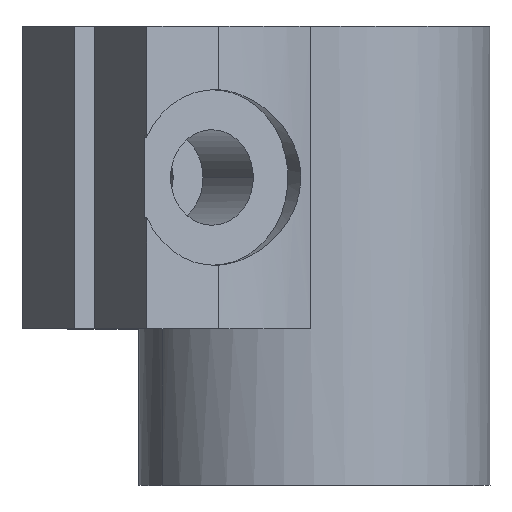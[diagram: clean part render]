
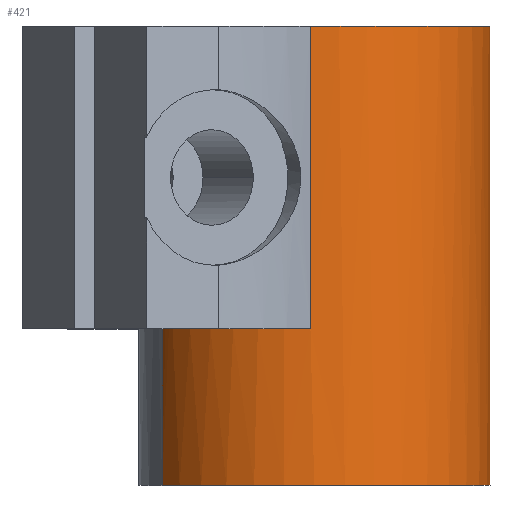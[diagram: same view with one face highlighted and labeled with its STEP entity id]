
A CAD part, top view. The second image highlights one B-rep face of the part: STEP entity #421.
In plain terms, the highlighted cylindrical face has radius 6.35 mm (diameter 12.7 mm), a partial arc.
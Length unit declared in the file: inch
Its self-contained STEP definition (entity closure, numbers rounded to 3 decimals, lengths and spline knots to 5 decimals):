
#90 = LINE ( 'NONE', #2300, #1650 ) ;
#130 = CIRCLE ( 'NONE', #1293, 0.25 ) ;
#419 = VERTEX_POINT ( 'NONE', #1350 ) ;
#421 = ADVANCED_FACE ( 'NONE', ( #3319 ), #3220, .T. ) ;
#465 = CARTESIAN_POINT ( 'NONE',  ( 0., 0., -0.25 ) ) ;
#535 = AXIS2_PLACEMENT_3D ( 'NONE', #1653, #3804, #1962 ) ;
#605 = CARTESIAN_POINT ( 'NONE',  ( 0.0275, 0.2225, 0.24848 ) ) ;
#709 = DIRECTION ( 'NONE',  ( 0., 1., 0. ) ) ;
#712 = CARTESIAN_POINT ( 'NONE',  ( 0., 0.6525, 0.25 ) ) ;
#719 = AXIS2_PLACEMENT_3D ( 'NONE', #2837, #984, #3148 ) ;
#727 = LINE ( 'NONE', #712, #1464 ) ;
#732 = EDGE_LOOP ( 'NONE', ( #1544, #3613, #3198, #3138, #2357, #3317, #3753 ) ) ;
#754 = DIRECTION ( 'NONE',  ( 0., -1., 0. ) ) ;
#907 = EDGE_CURVE ( 'NONE', #3044, #1662, #3164, .T. ) ;
#984 = DIRECTION ( 'NONE',  ( 0., 1., 0. ) ) ;
#1065 = AXIS2_PLACEMENT_3D ( 'NONE', #2575, #709, #2888 ) ;
#1200 = EDGE_CURVE ( 'NONE', #2039, #419, #2925, .T. ) ;
#1249 = CARTESIAN_POINT ( 'NONE',  ( 0., 0.2225, 0. ) ) ;
#1281 = VECTOR ( 'NONE', #3686, 39.37008 ) ;
#1293 = AXIS2_PLACEMENT_3D ( 'NONE', #1249, #3406, #1559 ) ;
#1350 = CARTESIAN_POINT ( 'NONE',  ( 0., 0.6525, -0.25 ) ) ;
#1445 = DIRECTION ( 'NONE',  ( 0., 1., 0. ) ) ;
#1464 = VECTOR ( 'NONE', #1644, 39.37008 ) ;
#1535 = EDGE_CURVE ( 'NONE', #3811, #3044, #727, .T. ) ;
#1544 = ORIENTED_EDGE ( 'NONE', *, *, #1736, .F. ) ;
#1559 = DIRECTION ( 'NONE',  ( 0., 0., 1. ) ) ;
#1644 = DIRECTION ( 'NONE',  ( 0., -1., 0. ) ) ;
#1650 = VECTOR ( 'NONE', #754, 39.37008 ) ;
#1653 = CARTESIAN_POINT ( 'NONE',  ( 0., 0.6525, 0. ) ) ;
#1662 = VERTEX_POINT ( 'NONE', #465 ) ;
#1736 = EDGE_CURVE ( 'NONE', #3811, #1904, #130, .T. ) ;
#1832 = CARTESIAN_POINT ( 'NONE',  ( 0., 0.6525, -0.25 ) ) ;
#1904 = VERTEX_POINT ( 'NONE', #605 ) ;
#1962 = DIRECTION ( 'NONE',  ( 0., 0., -1. ) ) ;
#2039 = VERTEX_POINT ( 'NONE', #2964 ) ;
#2109 = EDGE_CURVE ( 'NONE', #1904, #3385, #3008, .T. ) ;
#2233 = EDGE_CURVE ( 'NONE', #419, #1662, #3731, .T. ) ;
#2300 = CARTESIAN_POINT ( 'NONE',  ( 0.21375, 0.6525, 0.12966 ) ) ;
#2357 = ORIENTED_EDGE ( 'NONE', *, *, #1200, .F. ) ;
#2575 = CARTESIAN_POINT ( 'NONE',  ( 0., 0.6525, 0. ) ) ;
#2837 = CARTESIAN_POINT ( 'NONE',  ( 0., 0., 0. ) ) ;
#2888 = DIRECTION ( 'NONE',  ( 0., 0., 1. ) ) ;
#2925 = CIRCLE ( 'NONE', #1065, 0.25 ) ;
#2964 = CARTESIAN_POINT ( 'NONE',  ( 0.21375, 0.6525, 0.12966 ) ) ;
#3008 = CIRCLE ( 'NONE', #3485, 0.25 ) ;
#3044 = VERTEX_POINT ( 'NONE', #3345 ) ;
#3138 = ORIENTED_EDGE ( 'NONE', *, *, #2233, .F. ) ;
#3148 = DIRECTION ( 'NONE',  ( 0., 0., 1. ) ) ;
#3164 = CIRCLE ( 'NONE', #719, 0.25 ) ;
#3198 = ORIENTED_EDGE ( 'NONE', *, *, #907, .T. ) ;
#3220 = CYLINDRICAL_SURFACE ( 'NONE', #535, 0.25 ) ;
#3286 = CARTESIAN_POINT ( 'NONE',  ( 0., 0.2225, 0. ) ) ;
#3317 = ORIENTED_EDGE ( 'NONE', *, *, #3552, .T. ) ;
#3319 = FACE_OUTER_BOUND ( 'NONE', #732, .T. ) ;
#3345 = CARTESIAN_POINT ( 'NONE',  ( 0., 0., 0.25 ) ) ;
#3385 = VERTEX_POINT ( 'NONE', #3876 ) ;
#3406 = DIRECTION ( 'NONE',  ( 0., 1., 0. ) ) ;
#3485 = AXIS2_PLACEMENT_3D ( 'NONE', #3286, #1445, #3595 ) ;
#3552 = EDGE_CURVE ( 'NONE', #2039, #3385, #90, .T. ) ;
#3595 = DIRECTION ( 'NONE',  ( 0., 0., 1. ) ) ;
#3613 = ORIENTED_EDGE ( 'NONE', *, *, #1535, .T. ) ;
#3686 = DIRECTION ( 'NONE',  ( 0., -1., 0. ) ) ;
#3731 = LINE ( 'NONE', #1832, #1281 ) ;
#3753 = ORIENTED_EDGE ( 'NONE', *, *, #2109, .F. ) ;
#3804 = DIRECTION ( 'NONE',  ( 0., -1., 0. ) ) ;
#3811 = VERTEX_POINT ( 'NONE', #3949 ) ;
#3876 = CARTESIAN_POINT ( 'NONE',  ( 0.21375, 0.2225, 0.12966 ) ) ;
#3949 = CARTESIAN_POINT ( 'NONE',  ( 0., 0.2225, 0.25 ) ) ;
